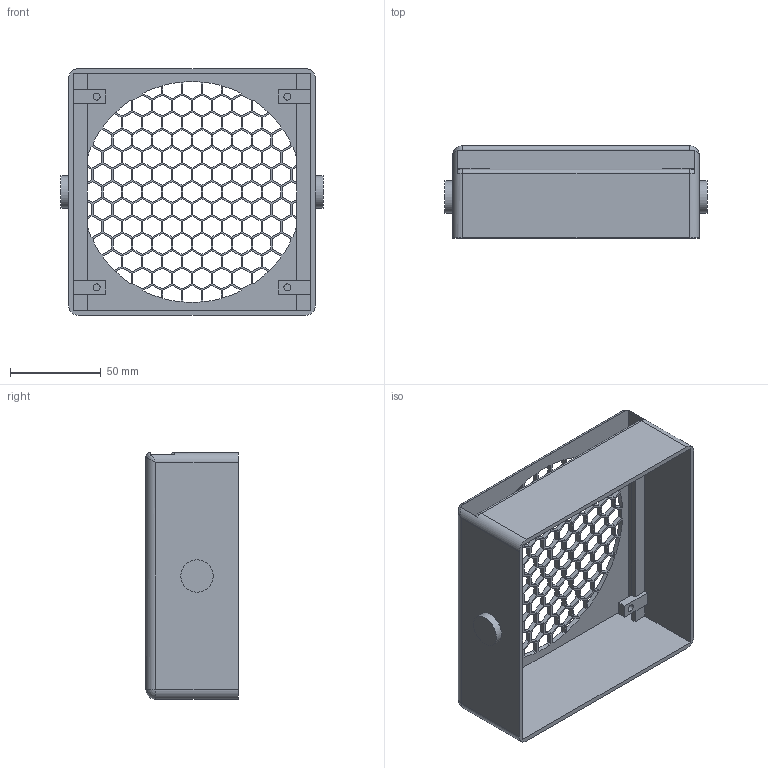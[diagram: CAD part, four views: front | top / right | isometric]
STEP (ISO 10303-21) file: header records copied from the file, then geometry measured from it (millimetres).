
FILE_DESCRIPTION(/* description */ ('STEP AP242 Edition 2','CAx-IF Rec.Pracs.---Representation and Presentation of Product Manufacturing Information (PMI)---4.0---2014-10-13','CAx-IF Rec.Pracs.---3D Tessellated Geometry---0.4---2014-09-14','2;1','CAx-IF Rec.Pracs.---User Defined Attributes---1.5---2016-08-15'),/* implementation_level */ '2;1');
FILE_NAME(/* name */ '6930d3693d70a686c43a51ea',/* time_stamp */ '2025-12-04T00:18:50Z',/* author */ (''),/* organization */ (''),/* preprocessor_version */ 'ST-DEVELOPER v20',/* originating_system */ 'ONSHAPE BY PTC INC, 1.207',/* authorisation */ ' ');
FILE_SCHEMA (('AP242_MANAGED_MODEL_BASED_3D_ENGINEERING_MIM_LF { 1 0 10303 442 3 1 4 }'));
Length unit declared in the file: metre
Products named in the file (1): BOX
Bounding box: 144.27 x 50.8 x 135.89 mm (x, y, z)
Volume: 89012.6 mm3; surface area: 82686.7 mm2
Topology: 1 solids, 1 shells, 798 faces, 2363 edges, 1568 vertices
Faces by surface type: plane 745, cylinder 47, sphere 2, torus 2, bspline 2
Full cylindrical faces by diameter (mm): 3.9 x4, 17.78 x2
Entity records: 26659 total; most frequent: CARTESIAN_POINT 4788, ORIENTED_EDGE 4702, DIRECTION 4035, EDGE_CURVE 2351, LINE 2245, VECTOR 2245, VERTEX_POINT 1566, EDGE_LOOP 1053
